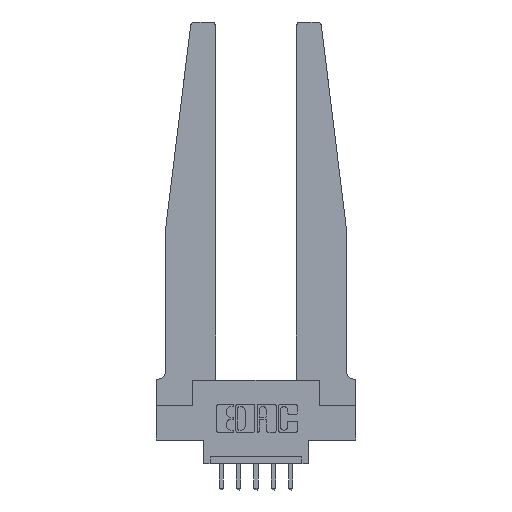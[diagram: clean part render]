
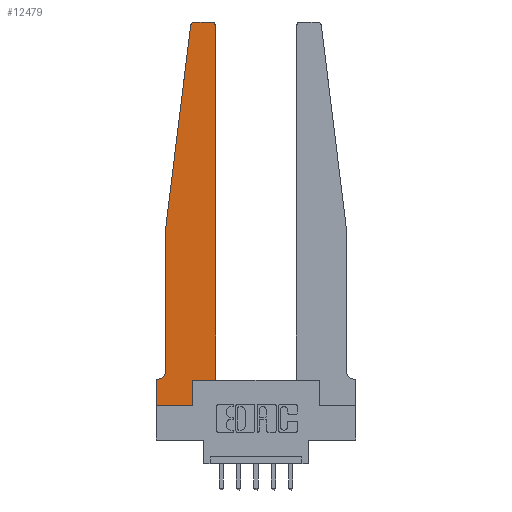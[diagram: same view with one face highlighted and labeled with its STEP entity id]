
A CAD part, top view. The second image highlights one B-rep face of the part: STEP entity #12479.
In plain terms, the highlighted planar face has unit normal (0, 0, 1).
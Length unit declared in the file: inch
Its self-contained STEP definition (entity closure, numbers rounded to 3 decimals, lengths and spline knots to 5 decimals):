
#48 = LINE ( 'NONE', #1021, #12033 ) ;
#57 = ORIENTED_EDGE ( 'NONE', *, *, #3851, .T. ) ;
#118 = ORIENTED_EDGE ( 'NONE', *, *, #6112, .T. ) ;
#196 = DIRECTION ( 'NONE',  ( 1., 0., 0. ) ) ;
#304 = VERTEX_POINT ( 'NONE', #2978 ) ;
#342 = DIRECTION ( 'NONE',  ( 0., -1., 0. ) ) ;
#383 = EDGE_CURVE ( 'NONE', #3541, #12379, #9599, .T. ) ;
#389 = CARTESIAN_POINT ( 'NONE',  ( 0.425, 0.18, 0.37 ) ) ;
#420 = VERTEX_POINT ( 'NONE', #12097 ) ;
#550 = DIRECTION ( 'NONE',  ( 0., 1., 0. ) ) ;
#567 = EDGE_CURVE ( 'NONE', #9715, #304, #2265, .T. ) ;
#573 = DIRECTION ( 'NONE',  ( 1., 0., 0. ) ) ;
#593 = CARTESIAN_POINT ( 'NONE',  ( 0., 0.1875, 0.37 ) ) ;
#747 = ORIENTED_EDGE ( 'NONE', *, *, #13107, .T. ) ;
#803 = VECTOR ( 'NONE', #13250, 39.37008 ) ;
#922 = EDGE_CURVE ( 'NONE', #420, #5482, #5641, .T. ) ;
#1021 = CARTESIAN_POINT ( 'NONE',  ( 0.065, 1.25, 0.37 ) ) ;
#1043 = DIRECTION ( 'NONE',  ( 0., 0., 1. ) ) ;
#1214 = CARTESIAN_POINT ( 'NONE',  ( 0.425, 2.72, 0.37 ) ) ;
#1306 = AXIS2_PLACEMENT_3D ( 'NONE', #10412, #1043, #196 ) ;
#1475 = LINE ( 'NONE', #7906, #10949 ) ;
#1620 = EDGE_LOOP ( 'NONE', ( #12212, #9907, #8012, #5448, #118, #5569, #6472, #747, #9138, #8975, #57, #4949 ) ) ;
#1775 = VECTOR ( 'NONE', #11938, 39.37008 ) ;
#2256 = VECTOR ( 'NONE', #550, 39.37008 ) ;
#2265 = LINE ( 'NONE', #6676, #12419 ) ;
#2374 = CIRCLE ( 'NONE', #9804, 0.03 ) ;
#2663 = VECTOR ( 'NONE', #2700, 39.37008 ) ;
#2700 = DIRECTION ( 'NONE',  ( -1., 0., 0. ) ) ;
#2736 = LINE ( 'NONE', #7042, #803 ) ;
#2739 = DIRECTION ( 'NONE',  ( 1., 0., 0. ) ) ;
#2892 = LINE ( 'NONE', #4814, #13311 ) ;
#2978 = CARTESIAN_POINT ( 'NONE',  ( 0., 0., 0.37 ) ) ;
#3086 = VERTEX_POINT ( 'NONE', #5802 ) ;
#3495 = LINE ( 'NONE', #389, #1775 ) ;
#3541 = VERTEX_POINT ( 'NONE', #8213 ) ;
#3749 = CARTESIAN_POINT ( 'NONE',  ( 0.395, 2.75, 0.37 ) ) ;
#3851 = EDGE_CURVE ( 'NONE', #7049, #12621, #2736, .T. ) ;
#3958 = CIRCLE ( 'NONE', #7472, 0.05 ) ;
#4168 = VERTEX_POINT ( 'NONE', #3749 ) ;
#4814 = CARTESIAN_POINT ( 'NONE',  ( 0.25, 2.75, 0.37 ) ) ;
#4934 = DIRECTION ( 'NONE',  ( 0., 0., -1. ) ) ;
#4949 = ORIENTED_EDGE ( 'NONE', *, *, #8100, .T. ) ;
#5448 = ORIENTED_EDGE ( 'NONE', *, *, #383, .T. ) ;
#5482 = VERTEX_POINT ( 'NONE', #13244 ) ;
#5498 = CARTESIAN_POINT ( 'NONE',  ( 0.065, 0.2375, 0.37 ) ) ;
#5569 = ORIENTED_EDGE ( 'NONE', *, *, #11253, .T. ) ;
#5641 = LINE ( 'NONE', #9915, #2256 ) ;
#5802 = CARTESIAN_POINT ( 'NONE',  ( 0.27653, 2.75, 0.37 ) ) ;
#6010 = CARTESIAN_POINT ( 'NONE',  ( 0.065, 0.1875, 0.37 ) ) ;
#6112 = EDGE_CURVE ( 'NONE', #12379, #11765, #3958, .T. ) ;
#6293 = CARTESIAN_POINT ( 'NONE',  ( 0.425, 0.18, 0.37 ) ) ;
#6472 = ORIENTED_EDGE ( 'NONE', *, *, #567, .T. ) ;
#6676 = CARTESIAN_POINT ( 'NONE',  ( 0., 0., 0.37 ) ) ;
#6976 = CARTESIAN_POINT ( 'NONE',  ( 0.015, 0.2375, 0.37 ) ) ;
#7042 = CARTESIAN_POINT ( 'NONE',  ( 0.425, 0.18, 0.37 ) ) ;
#7049 = VERTEX_POINT ( 'NONE', #6293 ) ;
#7103 = FACE_OUTER_BOUND ( 'NONE', #1620, .T. ) ;
#7472 = AXIS2_PLACEMENT_3D ( 'NONE', #6976, #4934, #12319 ) ;
#7564 = CARTESIAN_POINT ( 'NONE',  ( 0.065, 1.25, 0.37 ) ) ;
#7607 = DIRECTION ( 'NONE',  ( 1., 0., 0. ) ) ;
#7906 = CARTESIAN_POINT ( 'NONE',  ( 0., 0., 0.37 ) ) ;
#8012 = ORIENTED_EDGE ( 'NONE', *, *, #8434, .T. ) ;
#8100 = EDGE_CURVE ( 'NONE', #12621, #4168, #2374, .T. ) ;
#8104 = AXIS2_PLACEMENT_3D ( 'NONE', #593, #9068, #2739 ) ;
#8213 = CARTESIAN_POINT ( 'NONE',  ( 0.065, 1.25, 0.37 ) ) ;
#8434 = EDGE_CURVE ( 'NONE', #10009, #3541, #48, .T. ) ;
#8838 = LINE ( 'NONE', #6010, #2663 ) ;
#8845 = EDGE_CURVE ( 'NONE', #3086, #10009, #10898, .T. ) ;
#8968 = EDGE_CURVE ( 'NONE', #4168, #3086, #2892, .T. ) ;
#8975 = ORIENTED_EDGE ( 'NONE', *, *, #12094, .T. ) ;
#9068 = DIRECTION ( 'NONE',  ( 0., 0., 1. ) ) ;
#9138 = ORIENTED_EDGE ( 'NONE', *, *, #922, .T. ) ;
#9506 = DIRECTION ( 'NONE',  ( -0.122, -0.992, 0. ) ) ;
#9517 = DIRECTION ( 'NONE',  ( 0., -1., 0. ) ) ;
#9586 = CARTESIAN_POINT ( 'NONE',  ( 0.395, 2.72, 0.37 ) ) ;
#9599 = LINE ( 'NONE', #7564, #13444 ) ;
#9661 = DIRECTION ( 'NONE',  ( 0., 0., 1. ) ) ;
#9715 = VERTEX_POINT ( 'NONE', #13344 ) ;
#9804 = AXIS2_PLACEMENT_3D ( 'NONE', #9586, #9661, #7607 ) ;
#9907 = ORIENTED_EDGE ( 'NONE', *, *, #8845, .T. ) ;
#9915 = CARTESIAN_POINT ( 'NONE',  ( 0.2605, 0.18, 0.37 ) ) ;
#10009 = VERTEX_POINT ( 'NONE', #13463 ) ;
#10412 = CARTESIAN_POINT ( 'NONE',  ( 0.27653, 2.72, 0.37 ) ) ;
#10898 = CIRCLE ( 'NONE', #1306, 0.03 ) ;
#10949 = VECTOR ( 'NONE', #573, 39.37008 ) ;
#11253 = EDGE_CURVE ( 'NONE', #11765, #9715, #8838, .T. ) ;
#11765 = VERTEX_POINT ( 'NONE', #13503 ) ;
#11938 = DIRECTION ( 'NONE',  ( 1., 0., 0. ) ) ;
#12033 = VECTOR ( 'NONE', #9506, 39.37008 ) ;
#12094 = EDGE_CURVE ( 'NONE', #5482, #7049, #3495, .T. ) ;
#12097 = CARTESIAN_POINT ( 'NONE',  ( 0.2605, 0., 0.37 ) ) ;
#12212 = ORIENTED_EDGE ( 'NONE', *, *, #8968, .T. ) ;
#12319 = DIRECTION ( 'NONE',  ( -1., 0., 0. ) ) ;
#12379 = VERTEX_POINT ( 'NONE', #5498 ) ;
#12419 = VECTOR ( 'NONE', #9517, 39.37008 ) ;
#12479 = ADVANCED_FACE ( 'NONE', ( #7103 ), #13384, .T. ) ;
#12621 = VERTEX_POINT ( 'NONE', #1214 ) ;
#13107 = EDGE_CURVE ( 'NONE', #304, #420, #1475, .T. ) ;
#13244 = CARTESIAN_POINT ( 'NONE',  ( 0.2605, 0.18, 0.37 ) ) ;
#13250 = DIRECTION ( 'NONE',  ( 0., 1., 0. ) ) ;
#13266 = DIRECTION ( 'NONE',  ( -1., 0., 0. ) ) ;
#13311 = VECTOR ( 'NONE', #13266, 39.37008 ) ;
#13344 = CARTESIAN_POINT ( 'NONE',  ( 0., 0.1875, 0.37 ) ) ;
#13384 = PLANE ( 'NONE',  #8104 ) ;
#13444 = VECTOR ( 'NONE', #342, 39.37008 ) ;
#13463 = CARTESIAN_POINT ( 'NONE',  ( 0.24675, 2.72367, 0.37 ) ) ;
#13503 = CARTESIAN_POINT ( 'NONE',  ( 0.015, 0.1875, 0.37 ) ) ;
